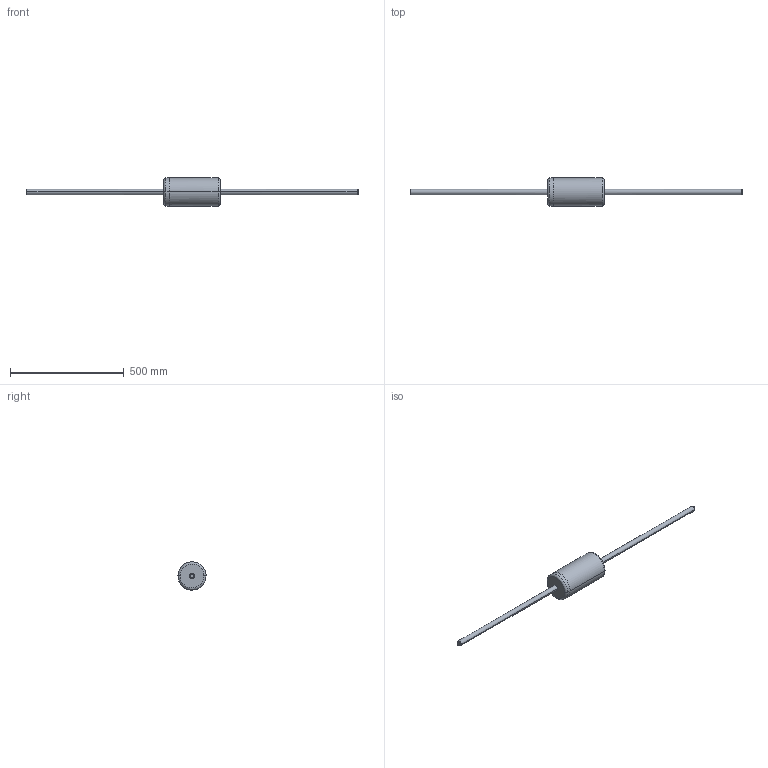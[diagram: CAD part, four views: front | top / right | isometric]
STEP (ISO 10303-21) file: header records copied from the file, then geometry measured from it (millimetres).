
FILE_DESCRIPTION(/* description */ (''),/* implementation_level */ '2;1');
FILE_NAME(/* name */ 'DO-201AE',/* time_stamp */ '2019-11-08T10:19:35+08:00',/* author */ (''),/* organization */ (''),/* preprocessor_version */ 'ST-DEVELOPER v10',/* originating_system */ '',/* authorisation */ '');
FILE_SCHEMA (('CONFIG_CONTROL_DESIGN'));
Length unit declared in the file: centimetre
Products named in the file (1): 1
Bounding box: 1461.44 x 123.79 x 123.53 mm (x, y, z)
Volume: 3496708.5 mm3; surface area: 232382.1 mm2
Topology: 4 solids, 4 shells, 24 faces, 48 edges, 34 vertices
Faces by surface type: bspline 24
Entity records: 885 total; most frequent: CARTESIAN_POINT 539, ORIENTED_EDGE 88, EDGE_CURVE 44, VERTEX_POINT 28, ADVANCED_FACE 24, FACE_OUTER_BOUND 24, EDGE_LOOP 24, B_SPLINE_SURFACE_WITH_KNOTS 8
